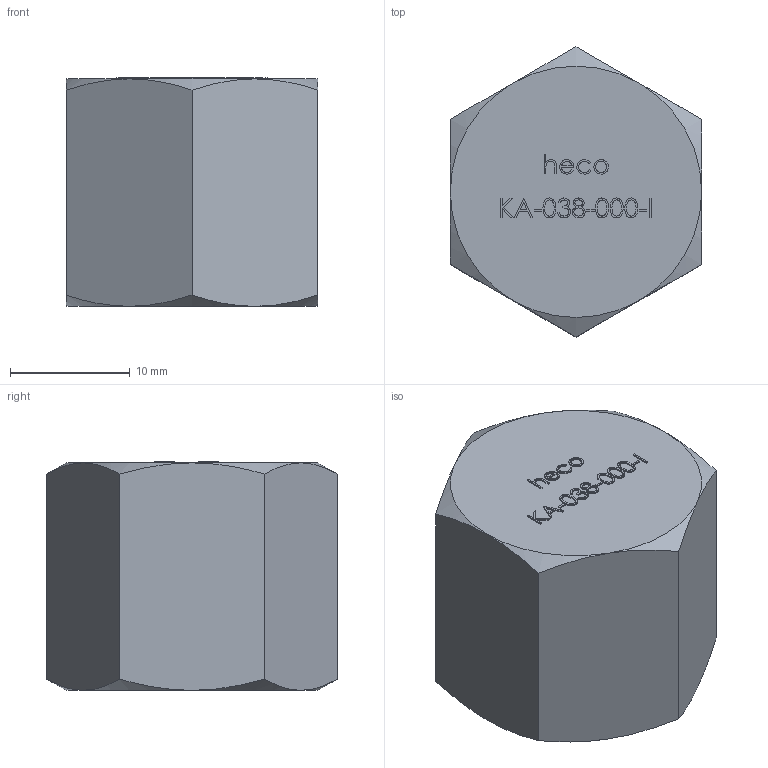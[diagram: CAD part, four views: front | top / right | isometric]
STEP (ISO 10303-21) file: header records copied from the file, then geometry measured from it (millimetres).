
FILE_DESCRIPTION (( 'STEP AP214' ), '1' );
FILE_NAME ('heco KA-038-000-I.STEP', '2016-01-12T09:41:23', ( 'test' ), ( '' ), 'SwSTEP 2.0', 'SolidWorks 2011', '' );
FILE_SCHEMA (( 'AUTOMOTIVE_DESIGN' ));
Length unit declared in the file: millimetre
Products named in the file (1): heco KA-038-000-I
Bounding box: 21 x 24.25 x 19.1 mm (x, y, z)
Volume: 4406.4 mm3; surface area: 2835.3 mm2
Topology: 1 solids, 1 shells, 205 faces, 517 edges, 340 vertices
Faces by surface type: bspline 102, plane 88, cone 13, torus 1, cylinder 1
Full cylindrical faces by diameter (mm): 14.95 x1
Entity records: 14485 total; most frequent: CARTESIAN_POINT 8042, ORIENTED_EDGE 1028, EDGE_CURVE 514, DIRECTION 510, VERTEX_POINT 340, LINE 270, VECTOR 270, EDGE_LOOP 234
